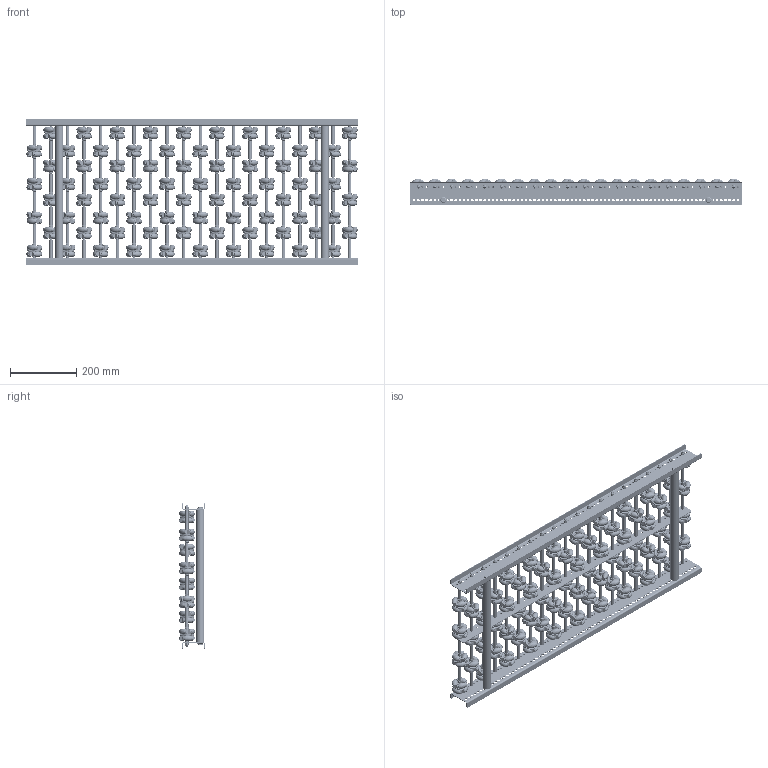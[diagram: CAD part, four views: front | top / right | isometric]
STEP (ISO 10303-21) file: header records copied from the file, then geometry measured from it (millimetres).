
FILE_DESCRIPTION (( 'STEP AP214' ), '1' );
FILE_NAME ('0052580.step', '2021-10-26T12:35:36', ( '' ), ( '' ), 'SwSTEP 2.0', 'SolidWorks 2020', '' );
FILE_SCHEMA (( 'AUTOMOTIVE_DESIGN' ));
Length unit declared in the file: millimetre
Products named in the file (14): 0019719_Gewindestange-M6_L=420; Profil-RB-20x70x20x2_S100215_U-PROFIL-20-70-20-2-RB-L=1000; 0027528_BUCHSE-HOHLNIETE ZU AWR48; Traversen_KFG_L400; 0015028_AWR48; 0019730_Tragrollenrohr-Ø10x1,75KU_KFG_0019730_L=54,5; S108767_Längstraverse-42x2,5-AWR_L1000; S100994_Sperrzahnschraube_M08x16-8.8-A2K; AWR48_Stift; AWR-Achse-f黵-Konfiguration_L400; AWR48_Röllchen; AWR48_Halter; 0036819_SICHERUNGS-HUTMUTTER-DIN986-M6; 0052580
Assembly tree (99 placements, depth 4):
  0052580
    Profil-RB-20x70x20x2_S100215_U-PROFIL-20-70-20-2-RB-L=1000  x2
    AWR-Achse-f黵-Konfiguration_L400  x20
      0019719_Gewindestange-M6_L=420
      0015028_AWR48
        AWR48_Halter
        AWR48_Röllchen  x6
        AWR48_Stift  x6
      0019730_Tragrollenrohr-Ø10x1,75KU_KFG_0019730_L=54,5
      0027528_BUCHSE-HOHLNIETE ZU AWR48
    S100994_Sperrzahnschraube_M08x16-8.8-A2K  x4
    Traversen_KFG_L400  x2
    S108767_Längstraverse-42x2,5-AWR_L1000
    0036819_SICHERUNGS-HUTMUTTER-DIN986-M6  x40
Bounding box: 1000 x 78.93 x 440 mm (x, y, z)
Volume: 4480344.5 mm3; surface area: 3051265.5 mm2
Topology: 1353 solids, 1353 shells, 24080 faces, 55554 edges, 35076 vertices
Faces by surface type: cylinder 9290, plane 8326, torus 4256, cone 2128, sphere 80
Entity records: 26158 total; most frequent: CARTESIAN_POINT 5237, DIRECTION 4499, ORIENTED_EDGE 3838, EDGE_CURVE 1919, AXIS2_PLACEMENT_3D 1913, VERTEX_POINT 1246, EDGE_LOOP 1145, CIRCLE 1102
